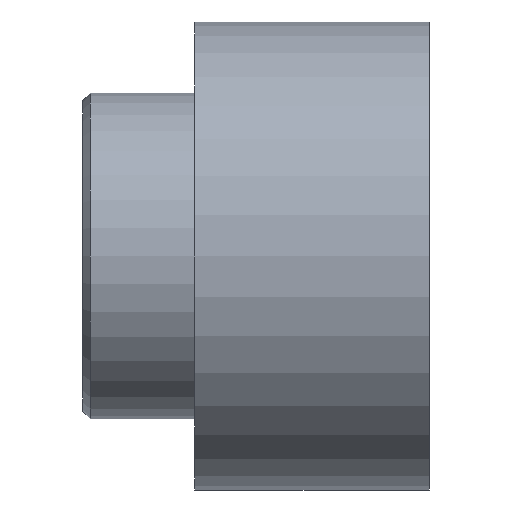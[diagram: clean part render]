
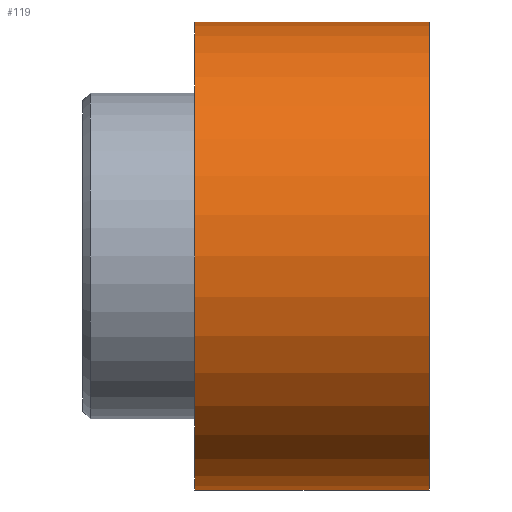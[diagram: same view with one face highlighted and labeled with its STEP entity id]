
A CAD part, front view. The second image highlights one B-rep face of the part: STEP entity #119.
In plain terms, the highlighted cylindrical face has radius 3.175 mm (diameter 6.35 mm), a full revolution.
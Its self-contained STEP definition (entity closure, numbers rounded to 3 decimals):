
#40=ORIENTED_EDGE('',*,*,#55,.F.);
#41=ORIENTED_EDGE('',*,*,#54,.T.);
#54=EDGE_CURVE('',#63,#63,#72,.T.);
#55=EDGE_CURVE('',#64,#64,#73,.T.);
#63=VERTEX_POINT('',#216);
#64=VERTEX_POINT('',#219);
#72=CIRCLE('',#149,3.175);
#73=CIRCLE('',#151,3.175);
#85=EDGE_LOOP('',(#40));
#86=EDGE_LOOP('',(#41));
#103=FACE_BOUND('',#85,.T.);
#104=FACE_BOUND('',#86,.T.);
#113=CYLINDRICAL_SURFACE('',#150,3.175);
#119=ADVANCED_FACE('',(#103,#104),#113,.T.);
#149=AXIS2_PLACEMENT_3D('',#215,#181,#182);
#150=AXIS2_PLACEMENT_3D('',#217,#183,#184);
#151=AXIS2_PLACEMENT_3D('',#218,#185,#186);
#181=DIRECTION('',(1.,0.,0.));
#182=DIRECTION('',(0.,0.,-1.));
#183=DIRECTION('',(1.,0.,0.));
#184=DIRECTION('',(0.,0.,-1.));
#185=DIRECTION('',(1.,0.,0.));
#186=DIRECTION('',(0.,0.,-1.));
#215=CARTESIAN_POINT('',(-3.18,0.,0.));
#216=CARTESIAN_POINT('',(-3.18,0.,-3.175));
#217=CARTESIAN_POINT('',(0.,0.,0.));
#218=CARTESIAN_POINT('',(0.,0.,0.));
#219=CARTESIAN_POINT('',(0.,0.,-3.175));
